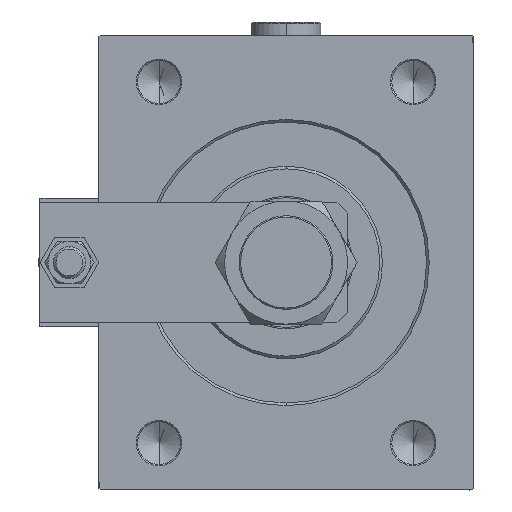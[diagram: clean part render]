
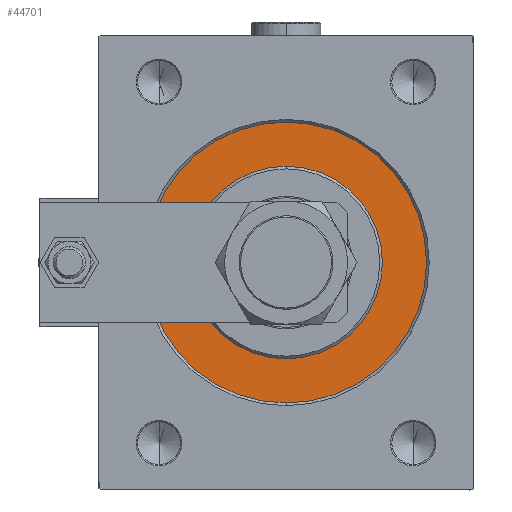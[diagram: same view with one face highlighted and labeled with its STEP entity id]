
A CAD part, left-side view. The second image highlights one B-rep face of the part: STEP entity #44701.
In plain terms, the highlighted face is planar.
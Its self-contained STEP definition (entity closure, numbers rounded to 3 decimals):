
#4149 = AXIS2_PLACEMENT_3D ( 'NONE', #43488, #39444, #34602 ) ;
#4564 = AXIS2_PLACEMENT_3D ( 'NONE', #21157, #7990, #41059 ) ;
#5574 = VERTEX_POINT ( 'NONE', #37921 ) ;
#5722 = VERTEX_POINT ( 'NONE', #12594 ) ;
#6146 = CIRCLE ( 'NONE', #8700, 52.5 ) ;
#7990 = DIRECTION ( 'NONE',  ( -1., 0., 0. ) ) ;
#8025 = DIRECTION ( 'NONE',  ( -1., 0., 0. ) ) ;
#8700 = AXIS2_PLACEMENT_3D ( 'NONE', #48714, #12677, #16709 ) ;
#8845 = CIRCLE ( 'NONE', #4564, 52.5 ) ;
#10521 = CARTESIAN_POINT ( 'NONE',  ( 0., 0., 0. ) ) ;
#12074 = PLANE ( 'NONE',  #23241 ) ;
#12594 = CARTESIAN_POINT ( 'NONE',  ( 0., 0., -52.5 ) ) ;
#12677 = DIRECTION ( 'NONE',  ( -1., 0., 0. ) ) ;
#13880 = EDGE_CURVE ( 'NONE', #52552, #5574, #42773, .T. ) ;
#16709 = DIRECTION ( 'NONE',  ( 0., 0., 1. ) ) ;
#18076 = DIRECTION ( 'NONE',  ( 0., 0., -1. ) ) ;
#21157 = CARTESIAN_POINT ( 'NONE',  ( 0., 0., 0. ) ) ;
#22413 = EDGE_CURVE ( 'NONE', #51428, #5722, #8845, .T. ) ;
#23241 = AXIS2_PLACEMENT_3D ( 'NONE', #28446, #8025, #40035 ) ;
#23901 = FACE_BOUND ( 'NONE', #40692, .T. ) ;
#27289 = EDGE_CURVE ( 'NONE', #5574, #52552, #31396, .T. ) ;
#28446 = CARTESIAN_POINT ( 'NONE',  ( 0., 0., 0. ) ) ;
#28539 = CARTESIAN_POINT ( 'NONE',  ( 0., 0., 52.5 ) ) ;
#31396 = CIRCLE ( 'NONE', #39940, 36. ) ;
#33449 = CARTESIAN_POINT ( 'NONE',  ( 0., 0., 36. ) ) ;
#34200 = ORIENTED_EDGE ( 'NONE', *, *, #27289, .F. ) ;
#34602 = DIRECTION ( 'NONE',  ( 0., 0., -1. ) ) ;
#37112 = ORIENTED_EDGE ( 'NONE', *, *, #22413, .F. ) ;
#37921 = CARTESIAN_POINT ( 'NONE',  ( 0., 0., -36. ) ) ;
#39444 = DIRECTION ( 'NONE',  ( 1., 0., 0. ) ) ;
#39940 = AXIS2_PLACEMENT_3D ( 'NONE', #10521, #50851, #18076 ) ;
#40035 = DIRECTION ( 'NONE',  ( 0., 0., 1. ) ) ;
#40297 = EDGE_LOOP ( 'NONE', ( #49588, #37112 ) ) ;
#40692 = EDGE_LOOP ( 'NONE', ( #42050, #34200 ) ) ;
#41059 = DIRECTION ( 'NONE',  ( 0., 0., 1. ) ) ;
#42050 = ORIENTED_EDGE ( 'NONE', *, *, #13880, .F. ) ;
#42773 = CIRCLE ( 'NONE', #4149, 36. ) ;
#43488 = CARTESIAN_POINT ( 'NONE',  ( 0., 0., 0. ) ) ;
#44701 = ADVANCED_FACE ( 'NONE', ( #23901, #48895 ), #12074, .F. ) ;
#47317 = EDGE_CURVE ( 'NONE', #5722, #51428, #6146, .T. ) ;
#48714 = CARTESIAN_POINT ( 'NONE',  ( 0., 0., 0. ) ) ;
#48895 = FACE_OUTER_BOUND ( 'NONE', #40297, .T. ) ;
#49588 = ORIENTED_EDGE ( 'NONE', *, *, #47317, .F. ) ;
#50851 = DIRECTION ( 'NONE',  ( 1., 0., 0. ) ) ;
#51428 = VERTEX_POINT ( 'NONE', #28539 ) ;
#52552 = VERTEX_POINT ( 'NONE', #33449 ) ;
